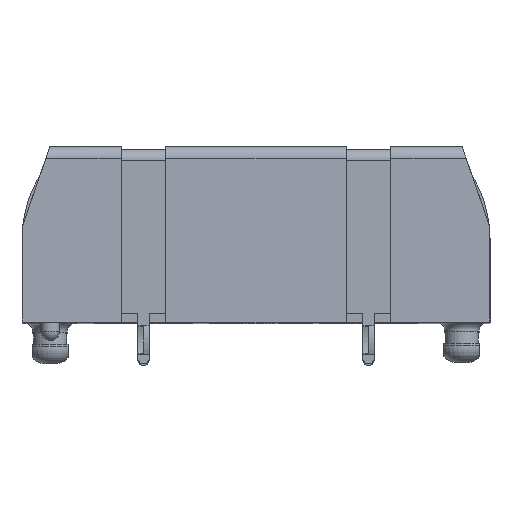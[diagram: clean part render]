
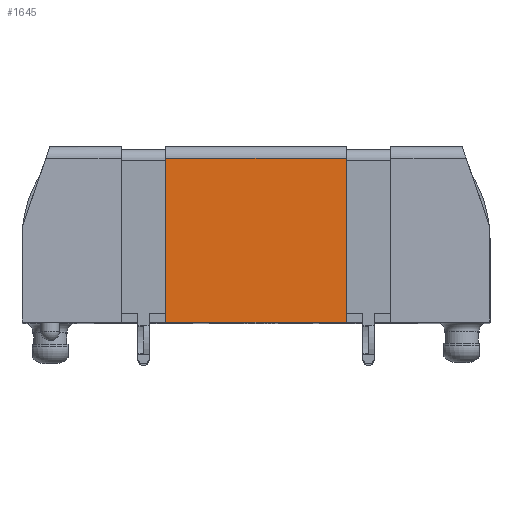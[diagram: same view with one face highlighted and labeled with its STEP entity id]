
A CAD part, top view. The second image highlights one B-rep face of the part: STEP entity #1645.
In plain terms, the highlighted planar face has unit normal (0, 0.018, 1).
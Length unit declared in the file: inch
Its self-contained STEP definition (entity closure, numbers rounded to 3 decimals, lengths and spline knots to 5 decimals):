
#101 = ORIENTED_EDGE ( 'NONE', *, *, #29905, .T. ) ;
#1455 = DIRECTION ( 'NONE',  ( 0., 1., -0.017 ) ) ;
#1645 = ADVANCED_FACE ( 'NONE', ( #33212 ), #14606, .T. ) ;
#2661 = VECTOR ( 'NONE', #1455, 39.37008 ) ;
#4311 = EDGE_CURVE ( 'NONE', #34168, #28002, #33945, .T. ) ;
#4559 = EDGE_LOOP ( 'NONE', ( #32245, #101, #32086, #31714 ) ) ;
#4948 = DIRECTION ( 'NONE',  ( -1., 0., 0. ) ) ;
#6187 = CARTESIAN_POINT ( 'NONE',  ( 0.678, 0.5477, 1.50729 ) ) ;
#8410 = VERTEX_POINT ( 'NONE', #33960 ) ;
#11869 = VECTOR ( 'NONE', #30073, 39.37008 ) ;
#13734 = DIRECTION ( 'NONE',  ( 0., 0.017, 1. ) ) ;
#14606 = PLANE ( 'NONE',  #15593 ) ;
#15593 = AXIS2_PLACEMENT_3D ( 'NONE', #31356, #13734, #33881 ) ;
#16364 = VECTOR ( 'NONE', #26813, 39.37008 ) ;
#18028 = LINE ( 'NONE', #27401, #2661 ) ;
#18690 = EDGE_CURVE ( 'NONE', #28002, #8410, #34070, .T. ) ;
#20305 = VERTEX_POINT ( 'NONE', #22477 ) ;
#21042 = CARTESIAN_POINT ( 'NONE',  ( 0.075, 0.5477, 1.50729 ) ) ;
#22477 = CARTESIAN_POINT ( 'NONE',  ( 0.075, 0.5477, 1.50729 ) ) ;
#24003 = LINE ( 'NONE', #21042, #16364 ) ;
#24166 = CARTESIAN_POINT ( 'NONE',  ( 0.678, -0.066, 1.518 ) ) ;
#25408 = EDGE_CURVE ( 'NONE', #8410, #20305, #18028, .T. ) ;
#26394 = VECTOR ( 'NONE', #4948, 39.37008 ) ;
#26670 = CARTESIAN_POINT ( 'NONE',  ( 0.678, 0., 1.51685 ) ) ;
#26813 = DIRECTION ( 'NONE',  ( -1., 0., 0. ) ) ;
#27401 = CARTESIAN_POINT ( 'NONE',  ( 0.075, -0.066, 1.518 ) ) ;
#27624 = CARTESIAN_POINT ( 'NONE',  ( -0.31319, 0., 1.51685 ) ) ;
#28002 = VERTEX_POINT ( 'NONE', #26670 ) ;
#29905 = EDGE_CURVE ( 'NONE', #34168, #20305, #24003, .T. ) ;
#30073 = DIRECTION ( 'NONE',  ( 0., -1., 0.017 ) ) ;
#31356 = CARTESIAN_POINT ( 'NONE',  ( -0.31319, -0.066, 1.518 ) ) ;
#31714 = ORIENTED_EDGE ( 'NONE', *, *, #18690, .F. ) ;
#32086 = ORIENTED_EDGE ( 'NONE', *, *, #25408, .F. ) ;
#32245 = ORIENTED_EDGE ( 'NONE', *, *, #4311, .F. ) ;
#33212 = FACE_OUTER_BOUND ( 'NONE', #4559, .T. ) ;
#33881 = DIRECTION ( 'NONE',  ( 0., -1., 0.017 ) ) ;
#33945 = LINE ( 'NONE', #24166, #11869 ) ;
#33960 = CARTESIAN_POINT ( 'NONE',  ( 0.075, 0., 1.51685 ) ) ;
#34070 = LINE ( 'NONE', #27624, #26394 ) ;
#34168 = VERTEX_POINT ( 'NONE', #6187 ) ;
